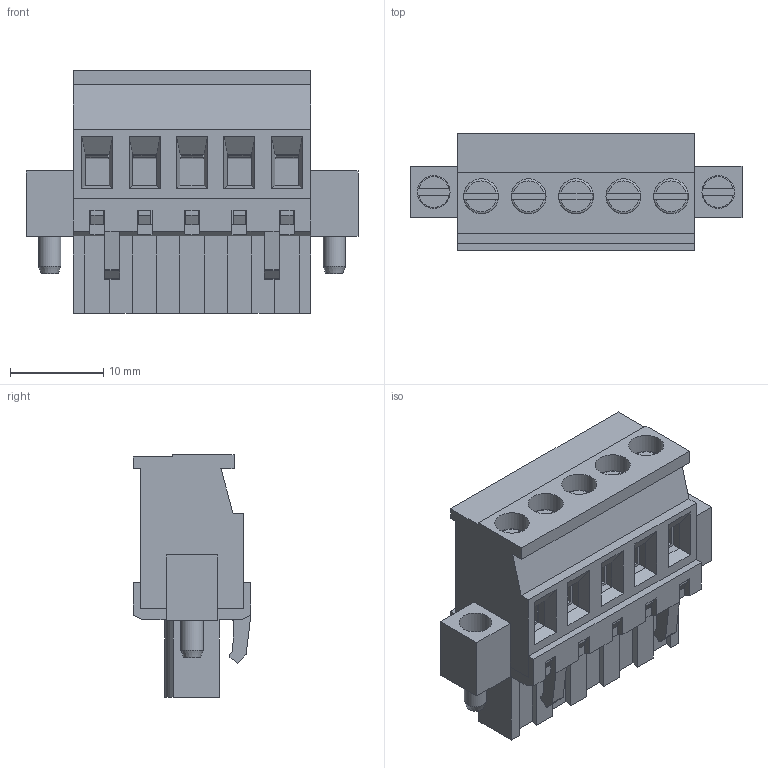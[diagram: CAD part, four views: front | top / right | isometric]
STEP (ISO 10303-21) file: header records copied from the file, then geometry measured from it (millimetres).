
FILE_DESCRIPTION( ( 'Unknown' ), '1' );
FILE_NAME( '691343510005.stp', 'Unknown', ( 'Unknown' ), ( 'Unknown' ), 'PSStep 14.0', 'Unknown', ' ' );
FILE_SCHEMA( ( 'AUTOMOTIVE_DESIGN { 1 0 10303 214 1 1 1 1 }' ) );
Length unit declared in the file: millimetre
Products named in the file (6): Assem1; 6913435100xx_CAGE; 6913435100xx; 6913435100xx_VIS_Flange; 691343510005; 691343510005_BAS
Assembly tree (19 placements, depth 2):
  Assem1
    6913435100xx_CAGE  x5
    6913435100xx  x5
    6913435100xx_VIS_Flange  x7
    691343510005
    691343510005_BAS
Bounding box: 35.56 x 12.6 x 26 mm (x, y, z)
Volume: 4218.3 mm3; surface area: 9806.3 mm2
Topology: 19 solids, 19 shells, 1105 faces, 3046 edges, 1981 vertices
Faces by surface type: plane 849, cylinder 218, torus 21, cone 17
Full cylindrical faces by diameter (mm): 1.5 x5, 2.2 x5, 2.4 x9, 2.7 x5, 3 x5, 3.5 x2, 3.75 x5, 3.8 x7
Entity records: 26798 total; most frequent: CARTESIAN_POINT 3787, ORIENTED_EDGE 3698, DIRECTION 3400, EDGE_CURVE 1849, LINE 1680, VECTOR 1680, VERTEX_POINT 1223, AXIS2_PLACEMENT_3D 860
